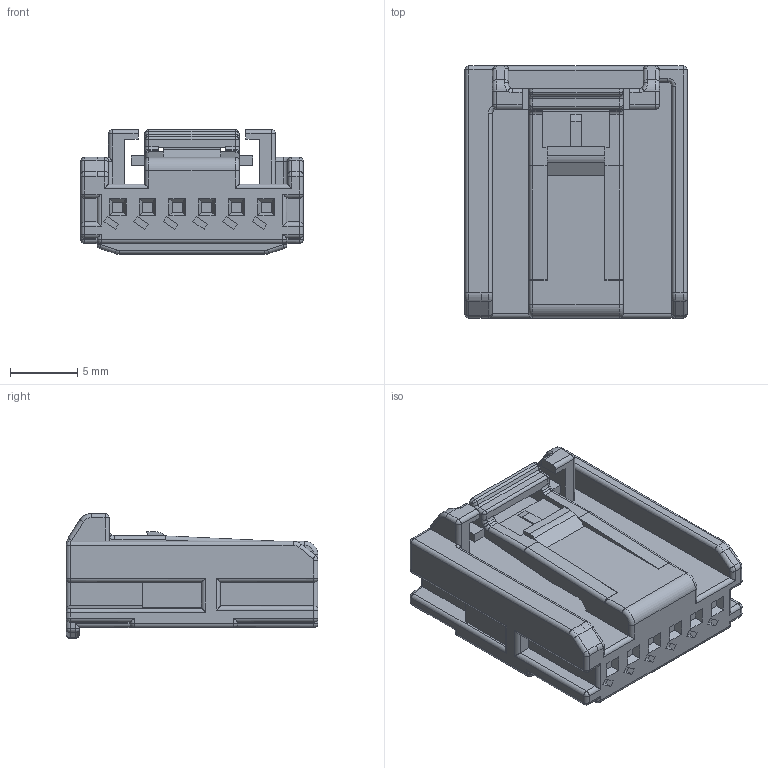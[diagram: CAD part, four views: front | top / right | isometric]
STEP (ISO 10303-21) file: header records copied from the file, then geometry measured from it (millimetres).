
FILE_DESCRIPTION((''),'2;1');
FILE_NAME('025_6F_HSG_ASSY_A_CLOSED','2019-02-11T',('jlcho'),(''),'CREO PARAMETRIC BY PTC INC, 2017300','CREO PARAMETRIC BY PTC INC, 2017300','');
FILE_SCHEMA(('CONFIG_CONTROL_DESIGN'));
Length unit declared in the file: millimetre
Products named in the file (1): 025_6F_HSG_ASSY_A_CLOSED
Bounding box: 16.5 x 18.7 x 9.25 mm (x, y, z)
Volume: 1575.4 mm3; surface area: 1547.5 mm2
Topology: 1 solids, 1 shells, 563 faces, 1458 edges, 893 vertices
Faces by surface type: plane 332, cylinder 165, torus 30, sphere 26, bspline 10
Entity records: 17336 total; most frequent: CARTESIAN_POINT 3715, ORIENTED_EDGE 2864, DIRECTION 2746, EDGE_CURVE 1432, VECTOR 1086, LINE 1086, VERTEX_POINT 893, AXIS2_PLACEMENT_3D 830
